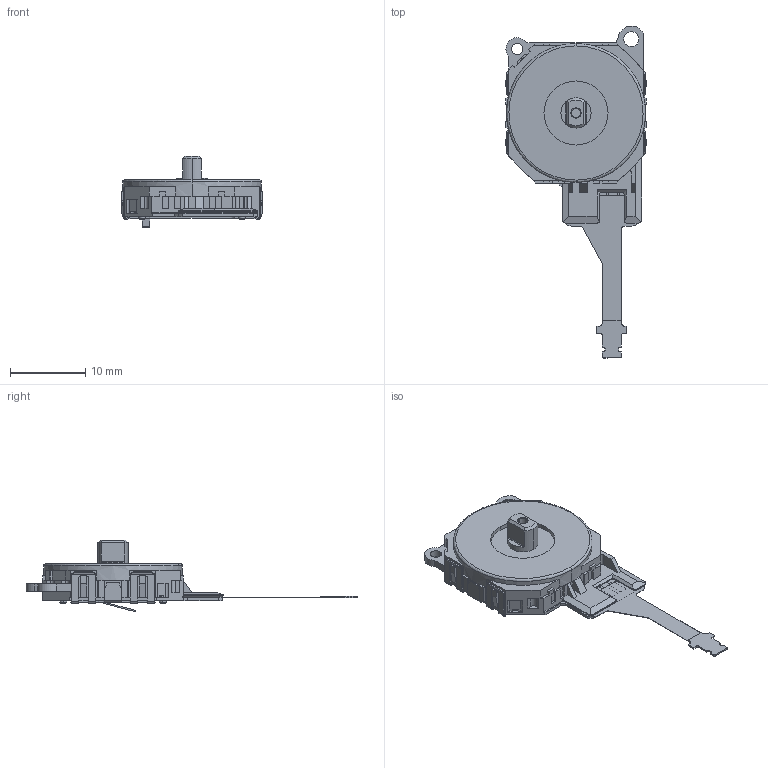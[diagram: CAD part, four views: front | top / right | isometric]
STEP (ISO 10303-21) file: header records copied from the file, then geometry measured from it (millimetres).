
FILE_DESCRIPTION (( 'STEP AP214' ), '1' );
FILE_NAME ('RKJXU1210006.STEP', '2014-11-26T08:06:07', ( '' ), ( '' ), 'SwSTEP 2.0', 'SolidWorks 2012', '' );
FILE_SCHEMA (( 'AUTOMOTIVE_DESIGN' ));
Length unit declared in the file: millimetre
Products named in the file (1): RKJXU1210006
Bounding box: 18.6 x 44.05 x 9.5 mm (x, y, z)
Volume: 1573.6 mm3; surface area: 1590.8 mm2
Topology: 4 solids, 4 shells, 757 faces, 2157 edges, 1399 vertices
Faces by surface type: plane 478, cylinder 236, bspline 28, cone 13, torus 2
Entity records: 31842 total; most frequent: CARTESIAN_POINT 5126, ORIENTED_EDGE 4314, DIRECTION 4034, EDGE_CURVE 2157, VECTOR 1564, LINE 1564, VERTEX_POINT 1399, AXIS2_PLACEMENT_3D 1235
